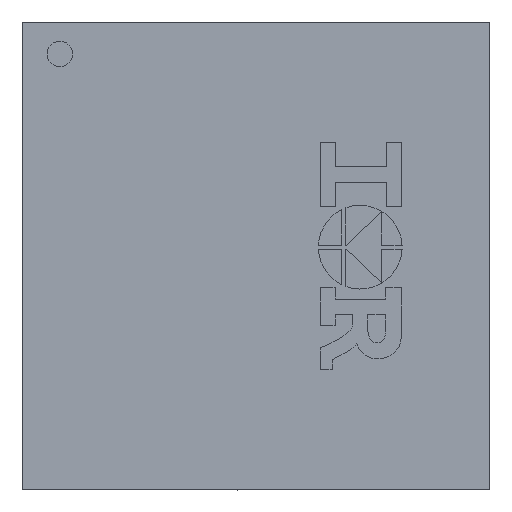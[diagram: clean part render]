
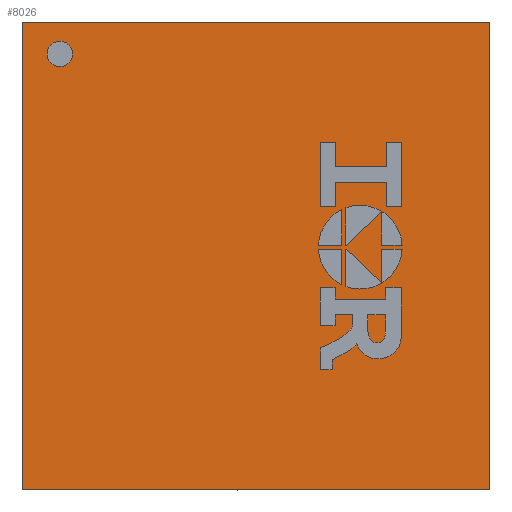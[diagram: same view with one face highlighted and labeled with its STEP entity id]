
A CAD part, top view. The second image highlights one B-rep face of the part: STEP entity #8026.
In plain terms, the highlighted planar face has unit normal (0, 0, 1).
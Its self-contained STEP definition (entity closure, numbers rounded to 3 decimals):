
#18=FACE_BOUND('',#922,.T.);
#98=PLANE('',#8534);
#453=FACE_OUTER_BOUND('',#921,.T.);
#921=EDGE_LOOP('',(#5550,#5551,#5552,#5553));
#922=EDGE_LOOP('',(#5554));
#1390=LINE('',#11606,#2351);
#1393=LINE('',#11612,#2354);
#1395=LINE('',#11615,#2356);
#1396=LINE('',#11617,#2357);
#2351=VECTOR('',#9248,1000.);
#2354=VECTOR('',#9253,1000.);
#2356=VECTOR('',#9257,1000.);
#2357=VECTOR('',#9260,1000.);
#3308=CIRCLE('',#8528,0.325);
#3538=VERTEX_POINT('',#11590);
#3543=VERTEX_POINT('',#11603);
#3544=VERTEX_POINT('',#11605);
#3545=VERTEX_POINT('',#11609);
#3546=VERTEX_POINT('',#11611);
#4334=EDGE_CURVE('',#3538,#3538,#3308,.T.);
#4340=EDGE_CURVE('',#3544,#3543,#1390,.T.);
#4343=EDGE_CURVE('',#3546,#3545,#1393,.T.);
#4345=EDGE_CURVE('',#3545,#3544,#1395,.T.);
#4346=EDGE_CURVE('',#3543,#3546,#1396,.T.);
#5550=ORIENTED_EDGE('',*,*,#4340,.T.);
#5551=ORIENTED_EDGE('',*,*,#4346,.T.);
#5552=ORIENTED_EDGE('',*,*,#4343,.T.);
#5553=ORIENTED_EDGE('',*,*,#4345,.T.);
#5554=ORIENTED_EDGE('',*,*,#4334,.F.);
#8026=ADVANCED_FACE('',(#453,#18),#98,.T.);
#8528=AXIS2_PLACEMENT_3D('',#11592,#9237,#9238);
#8534=AXIS2_PLACEMENT_3D('',#11618,#9261,#9262);
#9237=DIRECTION('center_axis',(0.,0.,1.));
#9238=DIRECTION('ref_axis',(0.,-1.,0.));
#9248=DIRECTION('',(1.,0.,0.));
#9253=DIRECTION('',(-1.,0.,0.));
#9257=DIRECTION('',(0.,-1.,0.));
#9260=DIRECTION('',(0.,1.,0.));
#9261=DIRECTION('center_axis',(0.,0.,1.));
#9262=DIRECTION('ref_axis',(0.,-1.,0.));
#11590=CARTESIAN_POINT('',(-5.03,5.505,0.95));
#11592=CARTESIAN_POINT('Origin',(-5.03,5.18,0.95));
#11603=CARTESIAN_POINT('',(5.99,-5.99,0.95));
#11605=CARTESIAN_POINT('',(-5.99,-5.99,0.95));
#11606=CARTESIAN_POINT('',(5.99,-5.99,0.95));
#11609=CARTESIAN_POINT('',(-5.99,5.99,0.95));
#11611=CARTESIAN_POINT('',(5.99,5.99,0.95));
#11612=CARTESIAN_POINT('',(5.99,5.99,0.95));
#11615=CARTESIAN_POINT('',(-5.99,5.99,0.95));
#11617=CARTESIAN_POINT('',(5.99,5.99,0.95));
#11618=CARTESIAN_POINT('Origin',(0.,0.,0.95));
